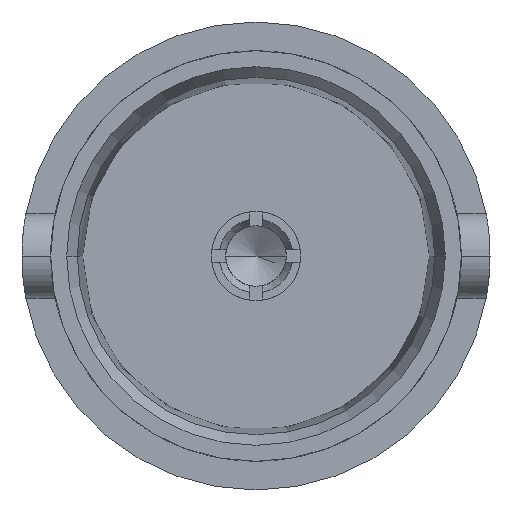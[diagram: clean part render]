
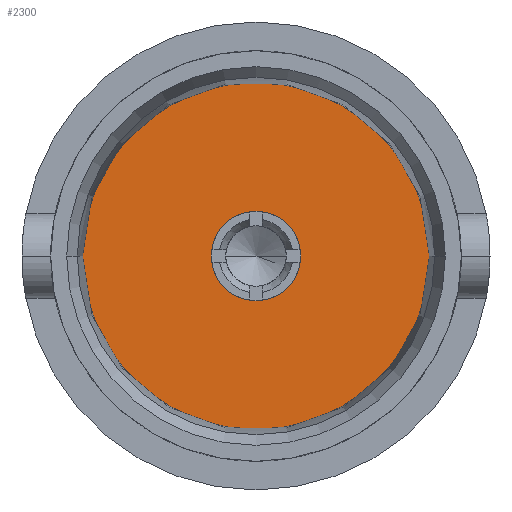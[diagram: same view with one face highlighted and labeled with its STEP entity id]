
A CAD part, left-side view. The second image highlights one B-rep face of the part: STEP entity #2300.
In plain terms, the highlighted planar face has unit normal (-1, 0, 0).
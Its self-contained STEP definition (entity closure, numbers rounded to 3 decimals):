
#779=CARTESIAN_POINT('',(8.41,0.,0.));
#780=DIRECTION('',(1.,0.,0.));
#781=DIRECTION('',(0.,1.,0.));
#782=AXIS2_PLACEMENT_3D('',#779,#780,#781);
#784=CARTESIAN_POINT('',(8.41,0.,0.));
#785=DIRECTION('',(-1.,0.,0.));
#786=DIRECTION('',(0.,1.,0.));
#787=AXIS2_PLACEMENT_3D('',#784,#785,#786);
#789=CARTESIAN_POINT('',(8.41,0.,0.));
#790=DIRECTION('',(-1.,0.,0.));
#791=DIRECTION('',(0.,1.,0.));
#792=AXIS2_PLACEMENT_3D('',#789,#790,#791);
#794=CARTESIAN_POINT('',(8.41,0.,0.));
#795=DIRECTION('',(-1.,0.,0.));
#796=DIRECTION('',(0.,-1.,0.));
#797=AXIS2_PLACEMENT_3D('',#794,#795,#796);
#1217=CARTESIAN_POINT('',(8.41,4.075,0.));
#1219=VERTEX_POINT('',#1217);
#1221=CARTESIAN_POINT('',(8.41,-4.075,0.));
#1223=VERTEX_POINT('',#1221);
#1391=CARTESIAN_POINT('',(8.41,1.05,0.));
#1392=CARTESIAN_POINT('',(8.41,-1.05,0.));
#1393=VERTEX_POINT('',#1391);
#1394=VERTEX_POINT('',#1392);
#2285=CARTESIAN_POINT('',(8.41,0.,0.));
#2286=DIRECTION('',(-1.,0.,0.));
#2287=DIRECTION('',(0.,1.,0.));
#2288=AXIS2_PLACEMENT_3D('',#2285,#2286,#2287);
#2289=PLANE('',#2288);
#2290=ORIENTED_EDGE('',*,*,#2267,.T.);
#2291=ORIENTED_EDGE('',*,*,#2278,.F.);
#2292=EDGE_LOOP('',(#2290,#2291));
#2293=FACE_OUTER_BOUND('',#2292,.F.);
#2295=ORIENTED_EDGE('',*,*,#2294,.T.);
#2297=ORIENTED_EDGE('',*,*,#2296,.T.);
#2298=EDGE_LOOP('',(#2295,#2297));
#2299=FACE_BOUND('',#2298,.F.);
#2300=ADVANCED_FACE('',(#2293,#2299),#2289,.T.);
#783=CIRCLE('',#782,4.075);
#788=CIRCLE('',#787,4.075);
#793=CIRCLE('',#792,1.05);
#798=CIRCLE('',#797,1.05);
#2267=EDGE_CURVE('',#1219,#1223,#783,.T.);
#2278=EDGE_CURVE('',#1219,#1223,#788,.T.);
#2294=EDGE_CURVE('',#1393,#1394,#793,.T.);
#2296=EDGE_CURVE('',#1394,#1393,#798,.T.);
